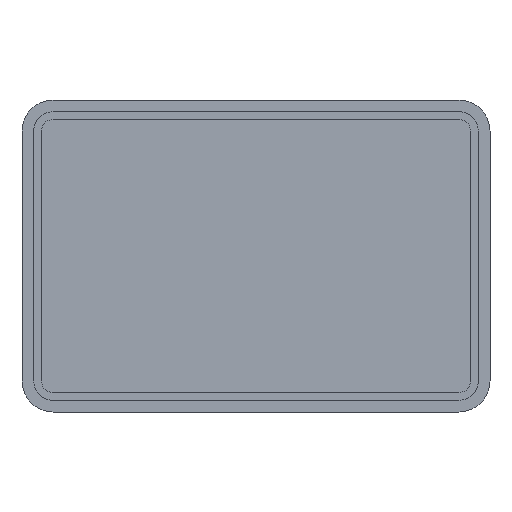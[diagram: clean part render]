
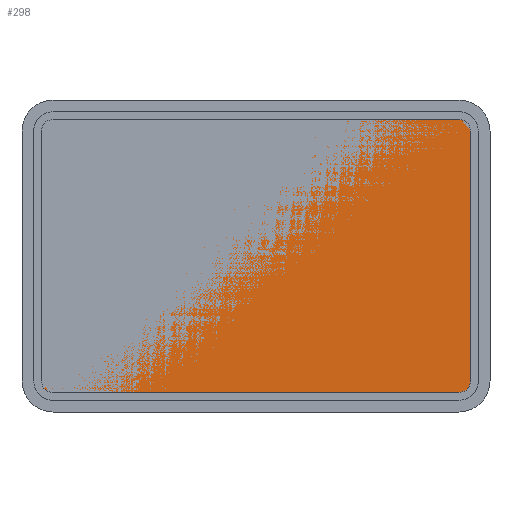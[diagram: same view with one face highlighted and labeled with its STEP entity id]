
A CAD part, front view. The second image highlights one B-rep face of the part: STEP entity #298.
In plain terms, the highlighted planar face has unit normal (0, -1, 0).
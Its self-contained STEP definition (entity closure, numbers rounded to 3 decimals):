
#298=ADVANCED_FACE('',(#584),#4574,.T.);
#584=FACE_OUTER_BOUND('',#893,.T.);
#893=EDGE_LOOP('',(#2216,#2217,#2218,#2219,#2220,#2221,#2222,#2223));
#2216=ORIENTED_EDGE('',*,*,#3050,.T.);
#2217=ORIENTED_EDGE('',*,*,#3057,.T.);
#2218=ORIENTED_EDGE('',*,*,#3056,.T.);
#2219=ORIENTED_EDGE('',*,*,#3055,.T.);
#2220=ORIENTED_EDGE('',*,*,#3054,.T.);
#2221=ORIENTED_EDGE('',*,*,#3053,.T.);
#2222=ORIENTED_EDGE('',*,*,#3052,.T.);
#2223=ORIENTED_EDGE('',*,*,#3051,.T.);
#3050=EDGE_CURVE('',#4360,#4361,#3862,.T.);
#3051=EDGE_CURVE('',#4362,#4360,#3588,.T.);
#3052=EDGE_CURVE('',#4363,#4362,#3863,.T.);
#3053=EDGE_CURVE('',#4364,#4363,#3589,.T.);
#3054=EDGE_CURVE('',#4365,#4364,#3864,.T.);
#3055=EDGE_CURVE('',#4366,#4365,#3590,.T.);
#3056=EDGE_CURVE('',#4367,#4366,#3865,.T.);
#3057=EDGE_CURVE('',#4361,#4367,#3591,.T.);
#3588=B_SPLINE_CURVE_WITH_KNOTS('',1,(#8852,#8853),.UNSPECIFIED.,.F.,.F.,
(2,2),(-1040.,0.),.UNSPECIFIED.);
#3589=B_SPLINE_CURVE_WITH_KNOTS('',1,(#8857,#8858),.UNSPECIFIED.,.F.,.F.,
(2,2),(-640.,0.),.UNSPECIFIED.);
#3590=B_SPLINE_CURVE_WITH_KNOTS('',1,(#8862,#8863),.UNSPECIFIED.,.F.,.F.,
(2,2),(-1040.,0.),.UNSPECIFIED.);
#3591=B_SPLINE_CURVE_WITH_KNOTS('',1,(#8867,#8868),.UNSPECIFIED.,.F.,.F.,
(2,2),(-640.,0.),.UNSPECIFIED.);
#3862=(
BOUNDED_CURVE()
B_SPLINE_CURVE(2,(#8849,#8850,#8851),.UNSPECIFIED.,.F.,.F.)
B_SPLINE_CURVE_WITH_KNOTS((3,3),(-47.124,0.),.UNSPECIFIED.)
CURVE()
GEOMETRIC_REPRESENTATION_ITEM()
RATIONAL_B_SPLINE_CURVE((1.,0.707,1.))
REPRESENTATION_ITEM('')
);
#3863=(
BOUNDED_CURVE()
B_SPLINE_CURVE(2,(#8854,#8855,#8856),.UNSPECIFIED.,.F.,.F.)
B_SPLINE_CURVE_WITH_KNOTS((3,3),(-47.124,0.),.UNSPECIFIED.)
CURVE()
GEOMETRIC_REPRESENTATION_ITEM()
RATIONAL_B_SPLINE_CURVE((1.,0.707,1.))
REPRESENTATION_ITEM('')
);
#3864=(
BOUNDED_CURVE()
B_SPLINE_CURVE(2,(#8859,#8860,#8861),.UNSPECIFIED.,.F.,.F.)
B_SPLINE_CURVE_WITH_KNOTS((3,3),(-47.124,0.),.UNSPECIFIED.)
CURVE()
GEOMETRIC_REPRESENTATION_ITEM()
RATIONAL_B_SPLINE_CURVE((1.,0.707,1.))
REPRESENTATION_ITEM('')
);
#3865=(
BOUNDED_CURVE()
B_SPLINE_CURVE(2,(#8864,#8865,#8866),.UNSPECIFIED.,.F.,.F.)
B_SPLINE_CURVE_WITH_KNOTS((3,3),(-47.124,0.),.UNSPECIFIED.)
CURVE()
GEOMETRIC_REPRESENTATION_ITEM()
RATIONAL_B_SPLINE_CURVE((1.,0.707,1.))
REPRESENTATION_ITEM('')
);
#4360=VERTEX_POINT('',#8687);
#4361=VERTEX_POINT('',#8688);
#4362=VERTEX_POINT('',#8689);
#4363=VERTEX_POINT('',#8690);
#4364=VERTEX_POINT('',#8691);
#4365=VERTEX_POINT('',#8692);
#4366=VERTEX_POINT('',#8693);
#4367=VERTEX_POINT('',#8694);
#4574=PLANE('',#4967);
#4967=AXIS2_PLACEMENT_3D('',#8586,#5236,$);
#5236=DIRECTION('',(0.,-1.,0.));
#8586=CARTESIAN_POINT('',(660.,-44.019,-420.));
#8687=CARTESIAN_POINT('',(520.,-44.019,-350.));
#8688=CARTESIAN_POINT('',(550.,-44.019,-320.));
#8689=CARTESIAN_POINT('',(-520.,-44.019,-350.));
#8690=CARTESIAN_POINT('',(-550.,-44.019,-320.));
#8691=CARTESIAN_POINT('',(-550.,-44.019,320.));
#8692=CARTESIAN_POINT('',(-520.,-44.019,350.));
#8693=CARTESIAN_POINT('',(520.,-44.019,350.));
#8694=CARTESIAN_POINT('',(550.,-44.019,320.));
#8849=CARTESIAN_POINT('',(520.,-44.019,-350.));
#8850=CARTESIAN_POINT('',(550.,-44.019,-350.));
#8851=CARTESIAN_POINT('',(550.,-44.019,-320.));
#8852=CARTESIAN_POINT('',(-520.,-44.019,-350.));
#8853=CARTESIAN_POINT('',(520.,-44.019,-350.));
#8854=CARTESIAN_POINT('',(-550.,-44.019,-320.));
#8855=CARTESIAN_POINT('',(-550.,-44.019,-350.));
#8856=CARTESIAN_POINT('',(-520.,-44.019,-350.));
#8857=CARTESIAN_POINT('',(-550.,-44.019,320.));
#8858=CARTESIAN_POINT('',(-550.,-44.019,-320.));
#8859=CARTESIAN_POINT('',(-520.,-44.019,350.));
#8860=CARTESIAN_POINT('',(-550.,-44.019,350.));
#8861=CARTESIAN_POINT('',(-550.,-44.019,320.));
#8862=CARTESIAN_POINT('',(520.,-44.019,350.));
#8863=CARTESIAN_POINT('',(-520.,-44.019,350.));
#8864=CARTESIAN_POINT('',(550.,-44.019,320.));
#8865=CARTESIAN_POINT('',(550.,-44.019,350.));
#8866=CARTESIAN_POINT('',(520.,-44.019,350.));
#8867=CARTESIAN_POINT('',(550.,-44.019,-320.));
#8868=CARTESIAN_POINT('',(550.,-44.019,320.));
